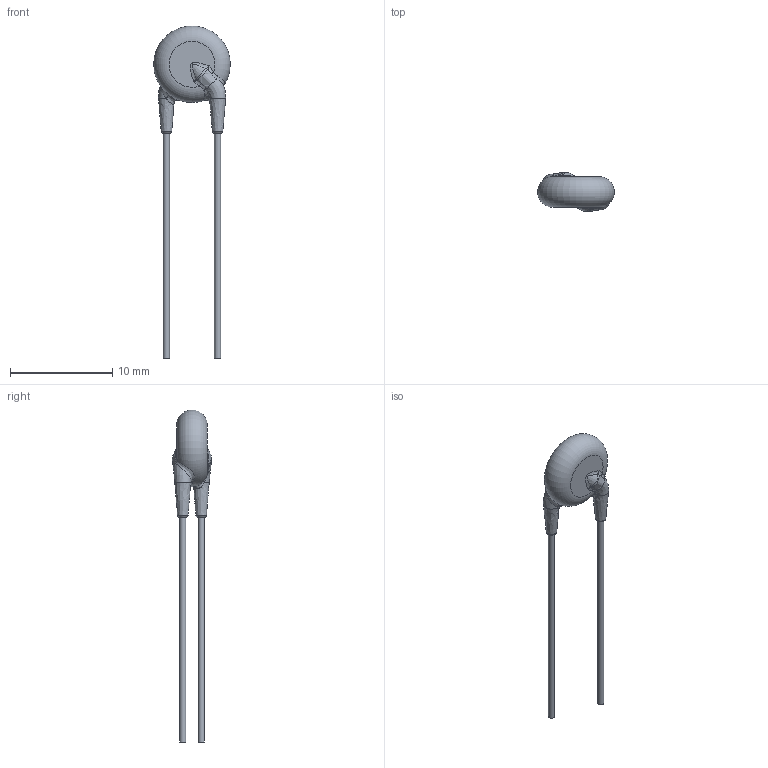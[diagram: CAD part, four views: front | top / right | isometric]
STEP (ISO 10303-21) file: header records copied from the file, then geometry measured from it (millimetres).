
FILE_DESCRIPTION( ( 'Unknown' ), '1' );
FILE_NAME( '820552501.stp', 'Unknown', ( 'Unknown' ), ( 'Unknown' ), 'XStep 1.0', 'Unknown', ' ' );
FILE_SCHEMA( ( 'automotive_design' ) );
Length unit declared in the file: millimetre
Products named in the file (1): 1
Bounding box: 7.5 x 3.85 x 32.5 mm (x, y, z)
Volume: 139.6 mm3; surface area: 243.6 mm2
Topology: 1 solids, 1 shells, 45 faces, 102 edges, 57 vertices
Faces by surface type: bspline 34, plane 6, cone 2, cylinder 2, torus 1
Full cylindrical faces by diameter (mm): 0.6 x2
Entity records: 7646 total; most frequent: CARTESIAN_POINT 6610, ORIENTED_EDGE 172, EDGE_CURVE 86, B_SPLINE_CURVE_WITH_KNOTS 68, DIRECTION 60, EDGE_LOOP 54, FACE_OUTER_BOUND 52, VERTEX_POINT 52
